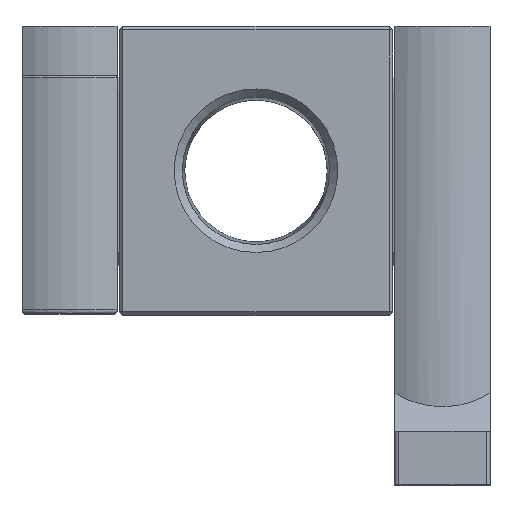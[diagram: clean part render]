
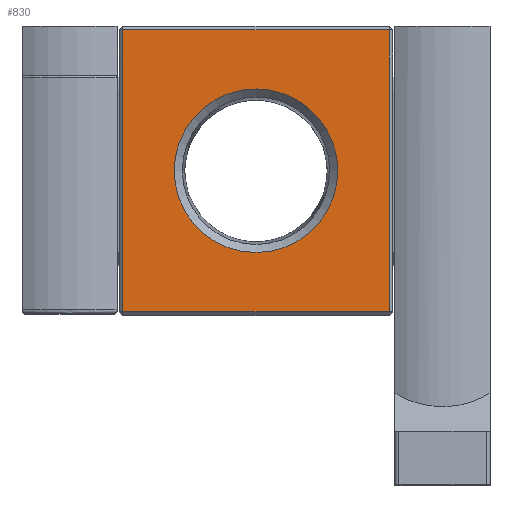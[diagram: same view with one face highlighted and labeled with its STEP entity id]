
A CAD part, top view. The second image highlights one B-rep face of the part: STEP entity #830.
In plain terms, the highlighted planar face has unit normal (0, 0, 1).
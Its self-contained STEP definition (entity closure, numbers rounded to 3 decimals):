
#830 = ADVANCED_FACE( '', ( #1826, #1827 ), #1828, .T. );
#1826 = FACE_BOUND( '', #3042, .T. );
#1827 = FACE_OUTER_BOUND( '', #3043, .T. );
#1828 = PLANE( '', #3044 );
#3042 = EDGE_LOOP( '', ( #5529 ) );
#3043 = EDGE_LOOP( '', ( #5530, #5531, #5532, #5533 ) );
#3044 = AXIS2_PLACEMENT_3D( '', #5534, #5535, #5536 );
#5529 = ORIENTED_EDGE( '', *, *, #6935, .T. );
#5530 = ORIENTED_EDGE( '', *, *, #7171, .T. );
#5531 = ORIENTED_EDGE( '', *, *, #7556, .T. );
#5532 = ORIENTED_EDGE( '', *, *, #7607, .T. );
#5533 = ORIENTED_EDGE( '', *, *, #7608, .T. );
#5534 = CARTESIAN_POINT( '', ( -18., -19., 21.4 ) );
#5535 = DIRECTION( '', ( 0., 0., 1. ) );
#5536 = DIRECTION( '', ( 1., 0., 0. ) );
#6935 = EDGE_CURVE( '', #8368, #8368, #8369, .F. );
#7171 = EDGE_CURVE( '', #8747, #8748, #8749, .T. );
#7556 = EDGE_CURVE( '', #8748, #8742, #9287, .F. );
#7607 = EDGE_CURVE( '', #8742, #8026, #9350, .F. );
#7608 = EDGE_CURVE( '', #8026, #8747, #9351, .T. );
#8026 = VERTEX_POINT( '', #9893 );
#8368 = VERTEX_POINT( '', #10423 );
#8369 = CIRCLE( '', #10424, 10.75 );
#8742 = VERTEX_POINT( '', #11033 );
#8747 = VERTEX_POINT( '', #11041 );
#8748 = VERTEX_POINT( '', #11042 );
#8749 = LINE( '', #11043, #11044 );
#9287 = LINE( '', #11974, #11975 );
#9350 = LINE( '', #12076, #12077 );
#9351 = LINE( '', #12078, #12079 );
#9893 = CARTESIAN_POINT( '', ( -17.5, -18.5, 21.4 ) );
#10423 = CARTESIAN_POINT( '', ( 10.75, 0., 21.4 ) );
#10424 = AXIS2_PLACEMENT_3D( '', #12763, #12764, #12765 );
#11033 = CARTESIAN_POINT( '', ( -17.5, 18.5, 21.4 ) );
#11041 = CARTESIAN_POINT( '', ( 17.5, -18.5, 21.4 ) );
#11042 = CARTESIAN_POINT( '', ( 17.5, 18.5, 21.4 ) );
#11043 = CARTESIAN_POINT( '', ( 17.5, -19., 21.4 ) );
#11044 = VECTOR( '', #13010, 1000. );
#11974 = CARTESIAN_POINT( '', ( -18., 18.5, 21.4 ) );
#11975 = VECTOR( '', #13372, 1000. );
#12076 = CARTESIAN_POINT( '', ( -17.5, -19., 21.4 ) );
#12077 = VECTOR( '', #13417, 1000. );
#12078 = CARTESIAN_POINT( '', ( -18., -18.5, 21.4 ) );
#12079 = VECTOR( '', #13418, 1000. );
#12763 = CARTESIAN_POINT( '', ( 0., 0., 21.4 ) );
#12764 = DIRECTION( '', ( 0., 0., 1. ) );
#12765 = DIRECTION( '', ( 1., 0., 0. ) );
#13010 = DIRECTION( '', ( 0., 1., 0. ) );
#13372 = DIRECTION( '', ( 1., 0., 0. ) );
#13417 = DIRECTION( '', ( 0., 1., 0. ) );
#13418 = DIRECTION( '', ( 1., 0., 0. ) );
